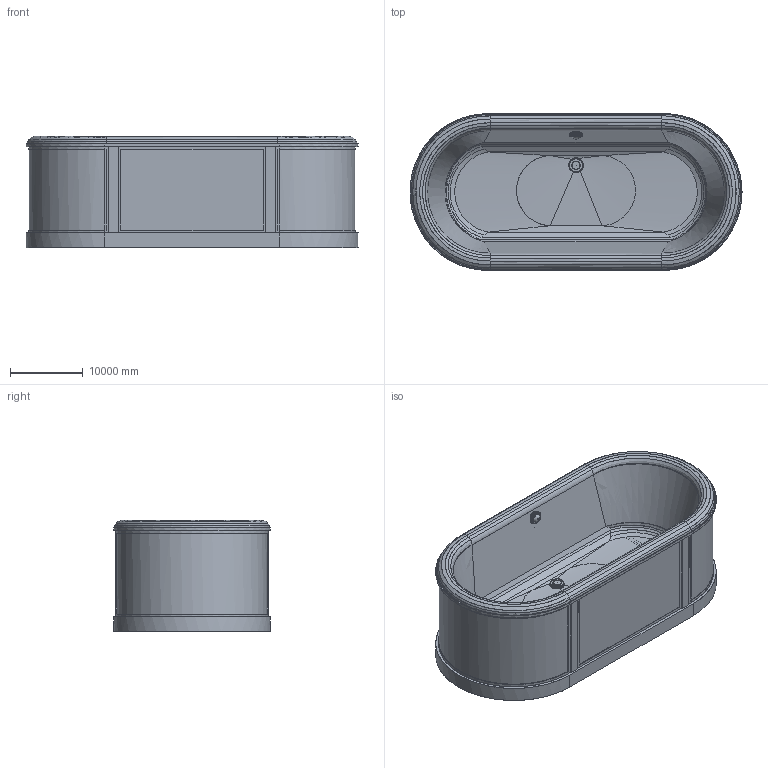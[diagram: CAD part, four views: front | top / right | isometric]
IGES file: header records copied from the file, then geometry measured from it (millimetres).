
Start section:  Autodesk DirectConnect version 8.0.53.0 ---- IGES version 5.3
Global section: file name: DXF;RLG1807-PV_1.igs; native system: Autodesk DirectConnect 8.0.53.0; preprocessor: 8.0.53.0; author: DinoSivic; organization: Unknown; date: 20161014.095145; units: inch
Bounding box: 45720 x 21590 x 15304.28 mm (x, y, z)
Surface area: 7817669301.1 mm2 (no closed solid volume)
Topology: 0 solids, 0 shells, 372 faces, 2934 edges, 2797 vertices
Faces by surface type: bspline 372
